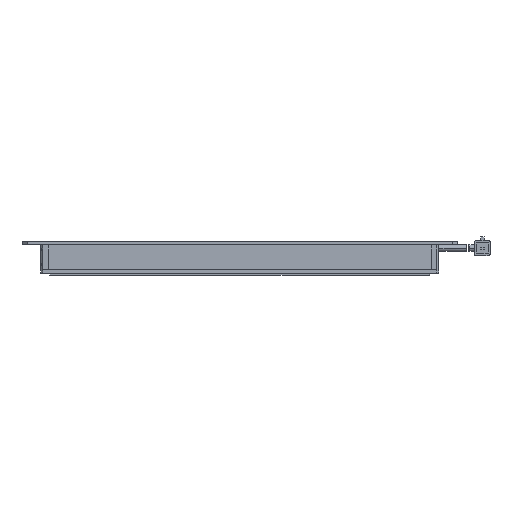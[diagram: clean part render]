
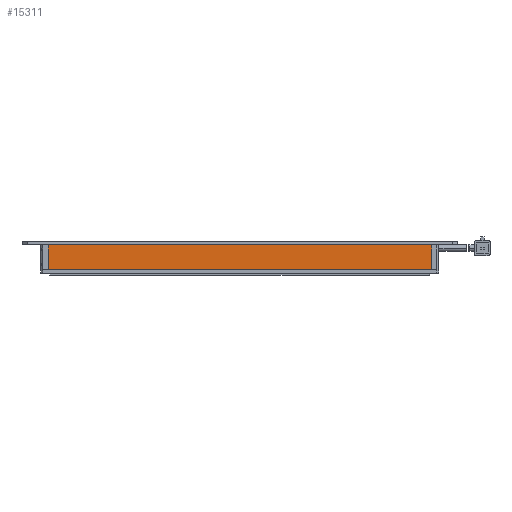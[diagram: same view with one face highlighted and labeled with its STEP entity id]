
A CAD part, front view. The second image highlights one B-rep face of the part: STEP entity #15311.
In plain terms, the highlighted planar face has unit normal (0, -1, 0).
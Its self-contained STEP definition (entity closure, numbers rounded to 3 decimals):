
#91 = ORIENTED_EDGE ( 'NONE', *, *, #19592, .F. ) ;
#335 = EDGE_LOOP ( 'NONE', ( #91, #18693, #17694, #1340 ) ) ;
#486 = DIRECTION ( 'NONE',  ( 0., 0., 1. ) ) ;
#1340 = ORIENTED_EDGE ( 'NONE', *, *, #10786, .F. ) ;
#1426 = CARTESIAN_POINT ( 'NONE',  ( 119.816, -139.379, -13. ) ) ;
#1506 = CARTESIAN_POINT ( 'NONE',  ( 119.816, -139.379, 0. ) ) ;
#1997 = EDGE_CURVE ( 'NONE', #4922, #18290, #9721, .T. ) ;
#2987 = LINE ( 'NONE', #5684, #15258 ) ;
#3705 = DIRECTION ( 'NONE',  ( 1., 0., 0. ) ) ;
#4364 = VECTOR ( 'NONE', #486, 1000. ) ;
#4922 = VERTEX_POINT ( 'NONE', #1506 ) ;
#5299 = CARTESIAN_POINT ( 'NONE',  ( 119.816, -139.379, -6.5 ) ) ;
#5506 = CARTESIAN_POINT ( 'NONE',  ( -82.484, -139.379, -6.5 ) ) ;
#5539 = CARTESIAN_POINT ( 'NONE',  ( -82.484, -139.379, -13. ) ) ;
#5684 = CARTESIAN_POINT ( 'NONE',  ( 18.666, -139.379, -13. ) ) ;
#7874 = VERTEX_POINT ( 'NONE', #5539 ) ;
#7978 = VERTEX_POINT ( 'NONE', #9678 ) ;
#8803 = DIRECTION ( 'NONE',  ( 1., 0., 0. ) ) ;
#8963 = LINE ( 'NONE', #14343, #15468 ) ;
#8992 = DIRECTION ( 'NONE',  ( 0., 0., -1. ) ) ;
#9061 = LINE ( 'NONE', #5506, #4364 ) ;
#9678 = CARTESIAN_POINT ( 'NONE',  ( -82.484, -139.379, 0. ) ) ;
#9721 = LINE ( 'NONE', #5299, #22211 ) ;
#10786 = EDGE_CURVE ( 'NONE', #7874, #7978, #9061, .T. ) ;
#10961 = DIRECTION ( 'NONE',  ( -1., 0., 0. ) ) ;
#12245 = AXIS2_PLACEMENT_3D ( 'NONE', #14159, #19252, #3705 ) ;
#14078 = PLANE ( 'NONE',  #12245 ) ;
#14159 = CARTESIAN_POINT ( 'NONE',  ( 18.666, -139.379, -6.5 ) ) ;
#14228 = FACE_OUTER_BOUND ( 'NONE', #335, .T. ) ;
#14343 = CARTESIAN_POINT ( 'NONE',  ( 18.666, -139.379, 0. ) ) ;
#15258 = VECTOR ( 'NONE', #10961, 1000. ) ;
#15311 = ADVANCED_FACE ( 'NONE', ( #14228 ), #14078, .F. ) ;
#15468 = VECTOR ( 'NONE', #8803, 1000. ) ;
#16428 = EDGE_CURVE ( 'NONE', #7978, #4922, #8963, .T. ) ;
#17694 = ORIENTED_EDGE ( 'NONE', *, *, #16428, .F. ) ;
#18290 = VERTEX_POINT ( 'NONE', #1426 ) ;
#18693 = ORIENTED_EDGE ( 'NONE', *, *, #1997, .F. ) ;
#19252 = DIRECTION ( 'NONE',  ( 0., 1., 0. ) ) ;
#19592 = EDGE_CURVE ( 'NONE', #18290, #7874, #2987, .T. ) ;
#22211 = VECTOR ( 'NONE', #8992, 1000. ) ;
